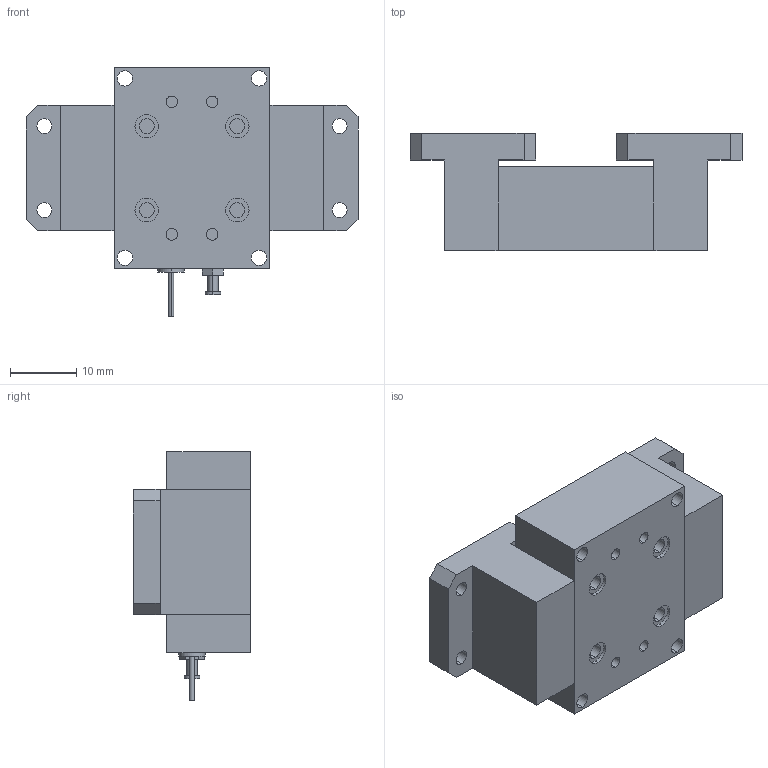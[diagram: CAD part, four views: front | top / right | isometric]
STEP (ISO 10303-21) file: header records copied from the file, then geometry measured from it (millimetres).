
FILE_DESCRIPTION (( 'STEP AP203' ), '1' );
FILE_NAME ('SBP-3333731512-2828-S1-DD1.STEP', '2018-08-01T22:26:34', ( '' ), ( '' ), 'SwSTEP 2.0', 'SolidWorks 2016', '' );
FILE_SCHEMA (( 'CONFIG_CONTROL_DESIGN' ));
Length unit declared in the file: inch
Products named in the file (1): SBP-3333731512-2828-S1-DD1
Bounding box: 50.29 x 17.78 x 37.72 mm (x, y, z)
Surface area: 7651.1 mm2 (no closed solid volume)
Topology: 0 solids, 5 shells, 141 faces, 348 edges, 232 vertices
Faces by surface type: cylinder 74, plane 67
Entity records: 4341 total; most frequent: DIRECTION 780, CARTESIAN_POINT 722, ORIENTED_EDGE 670, EDGE_CURVE 348, AXIS2_PLACEMENT_3D 290, VERTEX_POINT 232, VECTOR 200, LINE 200
